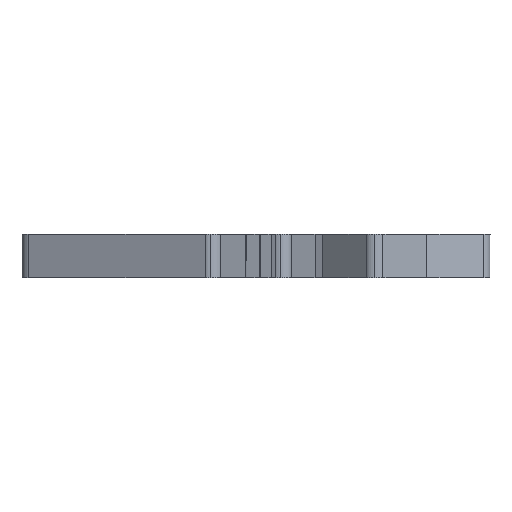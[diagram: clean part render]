
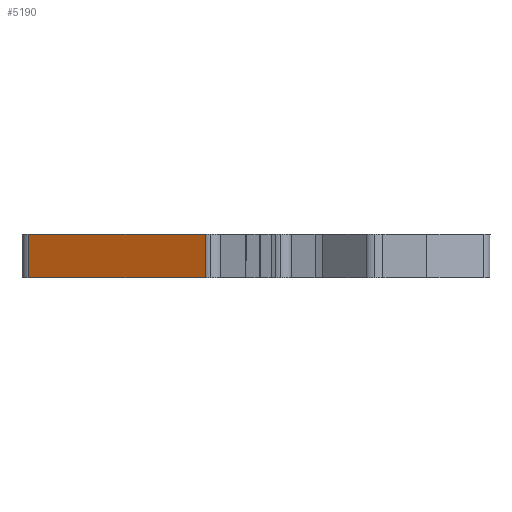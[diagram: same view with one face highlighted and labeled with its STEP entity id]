
A CAD part, left-side view. The second image highlights one B-rep face of the part: STEP entity #5190.
In plain terms, the highlighted planar face has unit normal (-0.906, 0.423, 0).
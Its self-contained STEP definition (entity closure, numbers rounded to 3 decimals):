
#1450=CARTESIAN_POINT('',(-118.238,29.725,0.6));
#1451=VERTEX_POINT('',#1450);
#1459=CARTESIAN_POINT('',(-95.092,79.362,0.6));
#1460=VERTEX_POINT('',#1459);
#1461=CARTESIAN_POINT('',(-95.092,79.362,0.6));
#1462=DIRECTION('',(-0.423,-0.906,0.));
#1463=VECTOR('',#1462,54.769);
#1464=LINE('',#1461,#1463);
#1465=EDGE_CURVE('',#1460,#1451,#1464,.T.);
#5148=CARTESIAN_POINT('',(-95.092,79.362,12.8));
#5149=VERTEX_POINT('',#5148);
#5150=CARTESIAN_POINT('',(-95.092,79.362,12.8));
#5151=DIRECTION('',(0.,0.,-1.));
#5152=VECTOR('',#5151,12.2);
#5153=LINE('',#5150,#5152);
#5154=EDGE_CURVE('',#5149,#1460,#5153,.T.);
#5167=CARTESIAN_POINT('',(-106.665,54.543,12.6));
#5168=DIRECTION('',(0.906,-0.423,0.));
#5169=DIRECTION('',(0.423,0.906,0.));
#5170=AXIS2_PLACEMENT_3D('',#5167,#5168,#5169);
#5171=PLANE('',#5170);
#5172=ORIENTED_EDGE('',*,*,#1465,.T.);
#5173=CARTESIAN_POINT('',(-118.238,29.725,12.8));
#5174=VERTEX_POINT('',#5173);
#5175=CARTESIAN_POINT('',(-118.238,29.725,12.8));
#5176=DIRECTION('',(-0.,-0.,-1.));
#5177=VECTOR('',#5176,12.2);
#5178=LINE('',#5175,#5177);
#5179=EDGE_CURVE('',#5174,#1451,#5178,.T.);
#5180=ORIENTED_EDGE('',*,*,#5179,.F.);
#5181=CARTESIAN_POINT('',(-95.092,79.362,12.8));
#5182=DIRECTION('',(-0.423,-0.906,0.));
#5183=VECTOR('',#5182,54.769);
#5184=LINE('',#5181,#5183);
#5185=EDGE_CURVE('',#5149,#5174,#5184,.T.);
#5186=ORIENTED_EDGE('',*,*,#5185,.F.);
#5187=ORIENTED_EDGE('',*,*,#5154,.T.);
#5188=EDGE_LOOP('',(#5172,#5180,#5186,#5187));
#5189=FACE_BOUND('',#5188,.T.);
#5190=ADVANCED_FACE('',(#5189),#5171,.F.);
